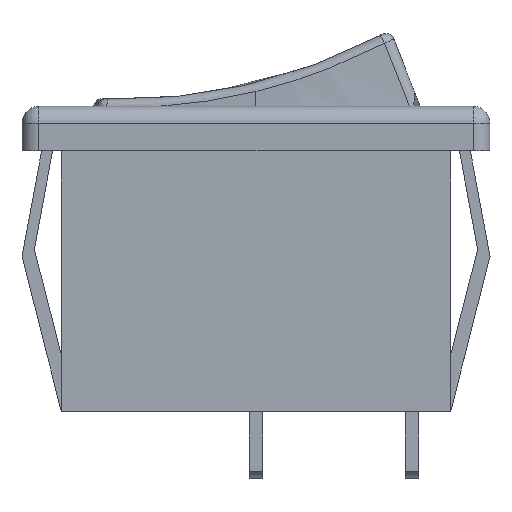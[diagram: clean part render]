
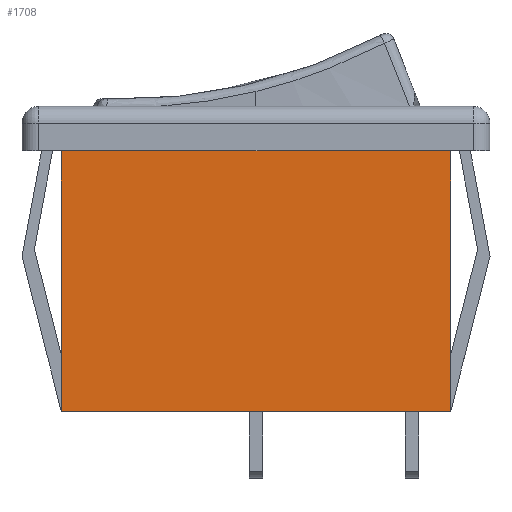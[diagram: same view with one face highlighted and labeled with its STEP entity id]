
A CAD part, left-side view. The second image highlights one B-rep face of the part: STEP entity #1708.
In plain terms, the highlighted planar face has unit normal (-1, 0, 0).
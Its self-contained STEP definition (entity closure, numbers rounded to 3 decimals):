
#423 = EDGE_CURVE ( 'NONE', #525, #1462, #2048, .T. ) ;
#427 = EDGE_CURVE ( 'NONE', #522, #1460, #2039, .T. ) ;
#522 = VERTEX_POINT ( 'NONE', #2314 ) ;
#524 = EDGE_CURVE ( 'NONE', #522, #525, #2313, .T. ) ;
#525 = VERTEX_POINT ( 'NONE', #2309 ) ;
#1457 = EDGE_CURVE ( 'NONE', #1460, #1462, #4600, .T. ) ;
#1460 = VERTEX_POINT ( 'NONE', #4596 ) ;
#1462 = VERTEX_POINT ( 'NONE', #4595 ) ;
#1708 = ADVANCED_FACE ( 'NONE', ( #4849 ), #4848, .F. ) ;
#1711 = EDGE_LOOP ( 'NONE', ( #1712, #1713, #1714, #1716 ) ) ;
#1712 = ORIENTED_EDGE ( 'NONE', *, *, #1457, .T. ) ;
#1713 = ORIENTED_EDGE ( 'NONE', *, *, #423, .F. ) ;
#1714 = ORIENTED_EDGE ( 'NONE', *, *, #524, .F. ) ;
#1716 = ORIENTED_EDGE ( 'NONE', *, *, #427, .T. ) ;
#2036 = DIRECTION ( 'NONE',  ( 0., 0., 1. ) ) ;
#2037 = VECTOR ( 'NONE', #2036, 1000. ) ;
#2038 = CARTESIAN_POINT ( 'NONE',  ( -6.45, -8.75, -13.7 ) ) ;
#2039 = LINE ( 'NONE', #2038, #2037 ) ;
#2045 = DIRECTION ( 'NONE',  ( 0., 0., 1. ) ) ;
#2046 = VECTOR ( 'NONE', #2045, 1000. ) ;
#2047 = CARTESIAN_POINT ( 'NONE',  ( -6.45, 8.75, -13.7 ) ) ;
#2048 = LINE ( 'NONE', #2047, #2046 ) ;
#2309 = CARTESIAN_POINT ( 'NONE',  ( -6.45, 8.75, -13.7 ) ) ;
#2310 = DIRECTION ( 'NONE',  ( 0., 1., 0. ) ) ;
#2311 = VECTOR ( 'NONE', #2310, 1000. ) ;
#2312 = CARTESIAN_POINT ( 'NONE',  ( -6.45, -8.75, -13.7 ) ) ;
#2313 = LINE ( 'NONE', #2312, #2311 ) ;
#2314 = CARTESIAN_POINT ( 'NONE',  ( -6.45, -8.75, -13.7 ) ) ;
#4595 = CARTESIAN_POINT ( 'NONE',  ( -6.45, 8.75, -2. ) ) ;
#4596 = CARTESIAN_POINT ( 'NONE',  ( -6.45, -8.75, -2. ) ) ;
#4597 = DIRECTION ( 'NONE',  ( 0., 1., 0. ) ) ;
#4598 = VECTOR ( 'NONE', #4597, 1000. ) ;
#4599 = CARTESIAN_POINT ( 'NONE',  ( -6.45, -8.75, -2. ) ) ;
#4600 = LINE ( 'NONE', #4599, #4598 ) ;
#4844 = DIRECTION ( 'NONE',  ( 0., 0., -1. ) ) ;
#4845 = DIRECTION ( 'NONE',  ( 1., 0., 0. ) ) ;
#4846 = CARTESIAN_POINT ( 'NONE',  ( -6.45, -8.75, -13.7 ) ) ;
#4847 = AXIS2_PLACEMENT_3D ( 'NONE', #4846, #4845, #4844 ) ;
#4848 = PLANE ( 'NONE',  #4847 ) ;
#4849 = FACE_OUTER_BOUND ( 'NONE', #1711, .T. ) ;
